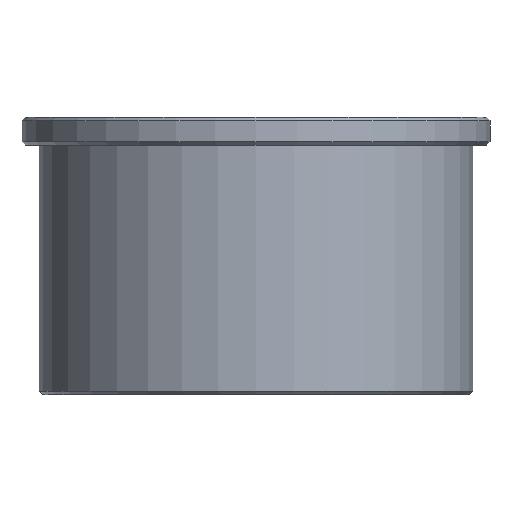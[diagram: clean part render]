
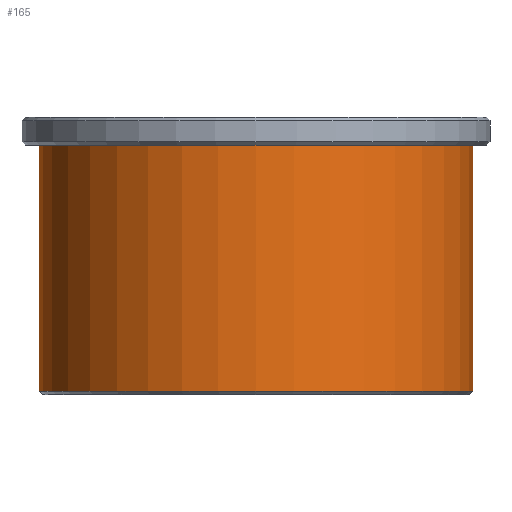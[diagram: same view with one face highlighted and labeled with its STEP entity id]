
A CAD part, front view. The second image highlights one B-rep face of the part: STEP entity #165.
In plain terms, the highlighted cylindrical face has radius 62.5 mm (diameter 125 mm), a full revolution.
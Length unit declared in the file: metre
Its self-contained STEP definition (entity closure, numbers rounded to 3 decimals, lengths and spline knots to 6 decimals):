
#165=ADVANCED_FACE('',(#204,#205),#206,.T.);
#204=FACE_OUTER_BOUND('',#2793,.T.);
#205=FACE_OUTER_BOUND('',#2794,.T.);
#206=CYLINDRICAL_SURFACE('',#2795,0.0625);
#2793=EDGE_LOOP('',(#5417));
#2794=EDGE_LOOP('',(#5418));
#2795=AXIS2_PLACEMENT_3D('',#5419,#5420,#5421);
#5417=ORIENTED_EDGE('',*,*,#5457,.T.);
#5418=ORIENTED_EDGE('',*,*,#5456,.F.);
#5419=CARTESIAN_POINT('',(0.0,0.0,0.0));
#5420=DIRECTION('',(0.0,0.,-1.0));
#5421=DIRECTION('',(0.0,1.0,0.));
#5456=EDGE_CURVE('',#5495,#5495,#5496,.T.);
#5457=EDGE_CURVE('',#5497,#5497,#5498,.T.);
#5495=VERTEX_POINT('',#5655);
#5496=CIRCLE('',#5656,0.0625);
#5497=VERTEX_POINT('',#5657);
#5498=CIRCLE('',#5658,0.0625);
#5655=CARTESIAN_POINT('',(0.0,0.0625,0.001));
#5656=AXIS2_PLACEMENT_3D('',#5701,#5702,#5703);
#5657=CARTESIAN_POINT('',(0.0,0.0625,0.072));
#5658=AXIS2_PLACEMENT_3D('',#5704,#5705,#5706);
#5701=CARTESIAN_POINT('',(0.0,0.0,0.001));
#5702=DIRECTION('',(0.0,0.,-1.0));
#5703=DIRECTION('',(0.0,1.0,0.));
#5704=CARTESIAN_POINT('',(0.0,0.,0.072));
#5705=DIRECTION('',(0.0,0.,-1.0));
#5706=DIRECTION('',(0.0,1.0,0.));
